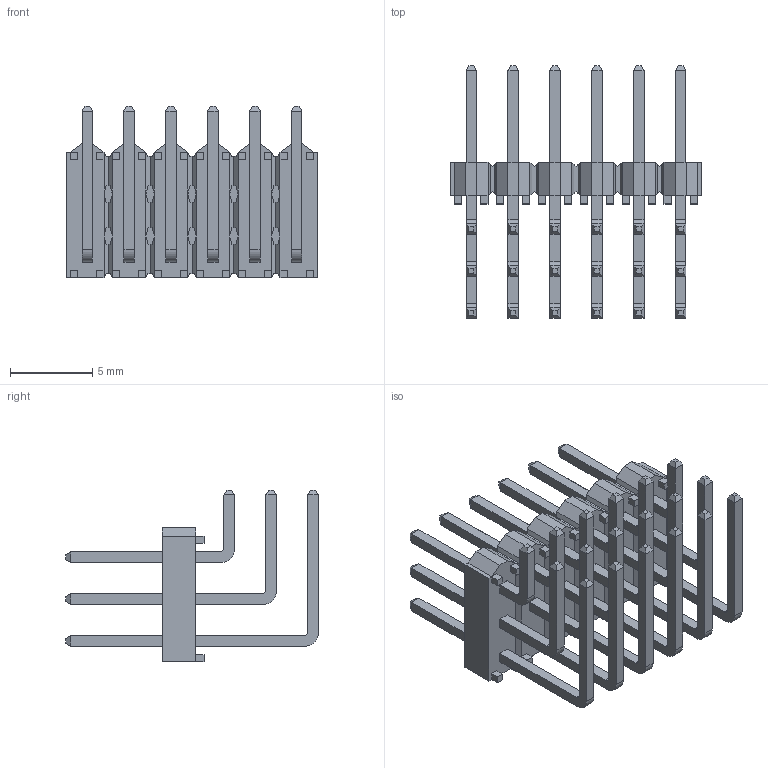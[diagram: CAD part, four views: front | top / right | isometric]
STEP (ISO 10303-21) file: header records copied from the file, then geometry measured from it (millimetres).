
FILE_DESCRIPTION( ( 'STEP AP214' ), '1' );
FILE_NAME( 'TSW-106-08-F-T-RA.stp', '2020-07-04T21:07:49', ( 'License CC BY-ND 4.0' ), ( 'CADENAS' ), ' ', 'PARTsolutions', ' ' );
FILE_SCHEMA( ( 'AUTOMOTIVE_DESIGN { 1 0 10303 214 1 1 1 1 }' ) );
Length unit declared in the file: inch
Products named in the file (3): TSW-106-08-F-T-RA; _TSW-106-08-F-T-RA_body; _T-1S6-08-TSW-1-08-6-RA-T
Assembly tree (2 placements, depth 2):
  TSW-106-08-F-T-RA
    _TSW-106-08-F-T-RA_body
    _T-1S6-08-TSW-1-08-6-RA-T
Bounding box: 15.24 x 15.3 x 10.41 mm (x, y, z)
Volume: 363.2 mm3; surface area: 1499.1 mm2
Topology: 2 solids, 2 shells, 770 faces, 2018 edges, 1268 vertices
Faces by surface type: plane 734, cylinder 36
Entity records: 29264 total; most frequent: CARTESIAN_POINT 4059, ORIENTED_EDGE 4036, DIRECTION 3636, EDGE_CURVE 2018, LINE 1946, VECTOR 1946, VERTEX_POINT 1268, AXIS2_PLACEMENT_3D 845
